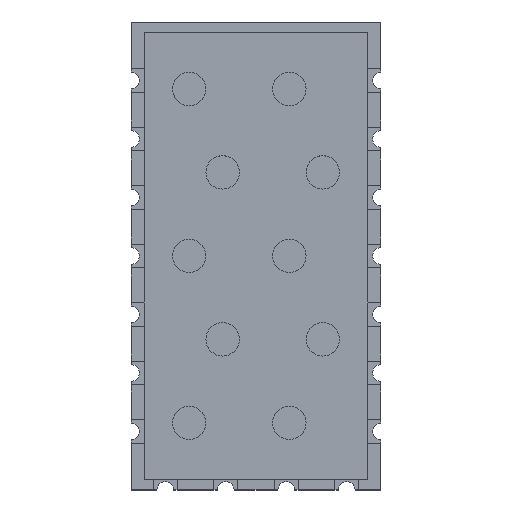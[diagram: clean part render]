
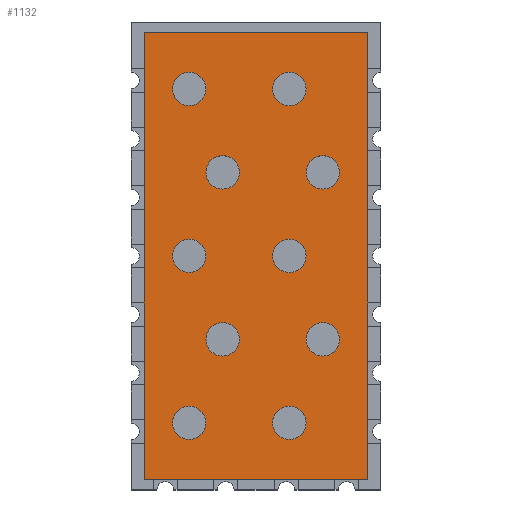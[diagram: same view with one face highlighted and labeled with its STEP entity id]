
A CAD part, top view. The second image highlights one B-rep face of the part: STEP entity #1132.
In plain terms, the highlighted planar face has unit normal (0, 0, 1).
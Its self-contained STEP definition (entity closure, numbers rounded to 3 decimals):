
#456 = VERTEX_POINT('',#457);
#457 = CARTESIAN_POINT('',(8.5,-17.,5.));
#764 = VERTEX_POINT('',#765);
#765 = CARTESIAN_POINT('',(8.5,17.,5.));
#771 = EDGE_CURVE('',#456,#764,#772,.T.);
#772 = LINE('',#773,#774);
#773 = CARTESIAN_POINT('',(8.5,-17.,5.));
#774 = VECTOR('',#775,1.);
#775 = DIRECTION('',(0.,1.,0.));
#820 = VERTEX_POINT('',#821);
#821 = CARTESIAN_POINT('',(-8.5,-17.,5.));
#827 = EDGE_CURVE('',#820,#456,#828,.T.);
#828 = LINE('',#829,#830);
#829 = CARTESIAN_POINT('',(-8.5,-17.,5.));
#830 = VECTOR('',#831,1.);
#831 = DIRECTION('',(1.,0.,0.));
#1132 = ADVANCED_FACE('',(#1133,#1151,#1162,#1173,#1184,#1195,#1206,
    #1217,#1228,#1239,#1250),#1261,.T.);
#1133 = FACE_BOUND('',#1134,.T.);
#1134 = EDGE_LOOP('',(#1135,#1143,#1144,#1145));
#1135 = ORIENTED_EDGE('',*,*,#1136,.F.);
#1136 = EDGE_CURVE('',#820,#1137,#1139,.T.);
#1137 = VERTEX_POINT('',#1138);
#1138 = CARTESIAN_POINT('',(-8.5,17.,5.));
#1139 = LINE('',#1140,#1141);
#1140 = CARTESIAN_POINT('',(-8.5,-17.,5.));
#1141 = VECTOR('',#1142,1.);
#1142 = DIRECTION('',(0.,1.,0.));
#1143 = ORIENTED_EDGE('',*,*,#827,.T.);
#1144 = ORIENTED_EDGE('',*,*,#771,.T.);
#1145 = ORIENTED_EDGE('',*,*,#1146,.F.);
#1146 = EDGE_CURVE('',#1137,#764,#1147,.T.);
#1147 = LINE('',#1148,#1149);
#1148 = CARTESIAN_POINT('',(-8.5,17.,5.));
#1149 = VECTOR('',#1150,1.);
#1150 = DIRECTION('',(1.,0.,0.));
#1151 = FACE_BOUND('',#1152,.T.);
#1152 = EDGE_LOOP('',(#1153));
#1153 = ORIENTED_EDGE('',*,*,#1154,.T.);
#1154 = EDGE_CURVE('',#1155,#1155,#1157,.T.);
#1155 = VERTEX_POINT('',#1156);
#1156 = CARTESIAN_POINT('',(-3.81,-12.7,5.));
#1157 = CIRCLE('',#1158,1.27);
#1158 = AXIS2_PLACEMENT_3D('',#1159,#1160,#1161);
#1159 = CARTESIAN_POINT('',(-5.08,-12.7,5.));
#1160 = DIRECTION('',(0.,0.,-1.));
#1161 = DIRECTION('',(1.,0.,0.));
#1162 = FACE_BOUND('',#1163,.T.);
#1163 = EDGE_LOOP('',(#1164));
#1164 = ORIENTED_EDGE('',*,*,#1165,.T.);
#1165 = EDGE_CURVE('',#1166,#1166,#1168,.T.);
#1166 = VERTEX_POINT('',#1167);
#1167 = CARTESIAN_POINT('',(-1.27,-6.35,5.));
#1168 = CIRCLE('',#1169,1.27);
#1169 = AXIS2_PLACEMENT_3D('',#1170,#1171,#1172);
#1170 = CARTESIAN_POINT('',(-2.54,-6.35,5.));
#1171 = DIRECTION('',(0.,0.,-1.));
#1172 = DIRECTION('',(1.,0.,0.));
#1173 = FACE_BOUND('',#1174,.T.);
#1174 = EDGE_LOOP('',(#1175));
#1175 = ORIENTED_EDGE('',*,*,#1176,.T.);
#1176 = EDGE_CURVE('',#1177,#1177,#1179,.T.);
#1177 = VERTEX_POINT('',#1178);
#1178 = CARTESIAN_POINT('',(3.81,-12.7,5.));
#1179 = CIRCLE('',#1180,1.27);
#1180 = AXIS2_PLACEMENT_3D('',#1181,#1182,#1183);
#1181 = CARTESIAN_POINT('',(2.54,-12.7,5.));
#1182 = DIRECTION('',(0.,0.,-1.));
#1183 = DIRECTION('',(1.,0.,0.));
#1184 = FACE_BOUND('',#1185,.T.);
#1185 = EDGE_LOOP('',(#1186));
#1186 = ORIENTED_EDGE('',*,*,#1187,.T.);
#1187 = EDGE_CURVE('',#1188,#1188,#1190,.T.);
#1188 = VERTEX_POINT('',#1189);
#1189 = CARTESIAN_POINT('',(6.35,-6.35,5.));
#1190 = CIRCLE('',#1191,1.27);
#1191 = AXIS2_PLACEMENT_3D('',#1192,#1193,#1194);
#1192 = CARTESIAN_POINT('',(5.08,-6.35,5.));
#1193 = DIRECTION('',(0.,0.,-1.));
#1194 = DIRECTION('',(1.,0.,0.));
#1195 = FACE_BOUND('',#1196,.T.);
#1196 = EDGE_LOOP('',(#1197));
#1197 = ORIENTED_EDGE('',*,*,#1198,.T.);
#1198 = EDGE_CURVE('',#1199,#1199,#1201,.T.);
#1199 = VERTEX_POINT('',#1200);
#1200 = CARTESIAN_POINT('',(-3.81,0.,5.));
#1201 = CIRCLE('',#1202,1.27);
#1202 = AXIS2_PLACEMENT_3D('',#1203,#1204,#1205);
#1203 = CARTESIAN_POINT('',(-5.08,0.,5.));
#1204 = DIRECTION('',(0.,0.,-1.));
#1205 = DIRECTION('',(1.,0.,0.));
#1206 = FACE_BOUND('',#1207,.T.);
#1207 = EDGE_LOOP('',(#1208));
#1208 = ORIENTED_EDGE('',*,*,#1209,.T.);
#1209 = EDGE_CURVE('',#1210,#1210,#1212,.T.);
#1210 = VERTEX_POINT('',#1211);
#1211 = CARTESIAN_POINT('',(-1.27,6.35,5.));
#1212 = CIRCLE('',#1213,1.27);
#1213 = AXIS2_PLACEMENT_3D('',#1214,#1215,#1216);
#1214 = CARTESIAN_POINT('',(-2.54,6.35,5.));
#1215 = DIRECTION('',(0.,0.,-1.));
#1216 = DIRECTION('',(1.,0.,0.));
#1217 = FACE_BOUND('',#1218,.T.);
#1218 = EDGE_LOOP('',(#1219));
#1219 = ORIENTED_EDGE('',*,*,#1220,.T.);
#1220 = EDGE_CURVE('',#1221,#1221,#1223,.T.);
#1221 = VERTEX_POINT('',#1222);
#1222 = CARTESIAN_POINT('',(-3.81,12.7,5.));
#1223 = CIRCLE('',#1224,1.27);
#1224 = AXIS2_PLACEMENT_3D('',#1225,#1226,#1227);
#1225 = CARTESIAN_POINT('',(-5.08,12.7,5.));
#1226 = DIRECTION('',(0.,0.,-1.));
#1227 = DIRECTION('',(1.,0.,0.));
#1228 = FACE_BOUND('',#1229,.T.);
#1229 = EDGE_LOOP('',(#1230));
#1230 = ORIENTED_EDGE('',*,*,#1231,.T.);
#1231 = EDGE_CURVE('',#1232,#1232,#1234,.T.);
#1232 = VERTEX_POINT('',#1233);
#1233 = CARTESIAN_POINT('',(3.81,0.,5.));
#1234 = CIRCLE('',#1235,1.27);
#1235 = AXIS2_PLACEMENT_3D('',#1236,#1237,#1238);
#1236 = CARTESIAN_POINT('',(2.54,0.,5.));
#1237 = DIRECTION('',(0.,0.,-1.));
#1238 = DIRECTION('',(1.,0.,0.));
#1239 = FACE_BOUND('',#1240,.T.);
#1240 = EDGE_LOOP('',(#1241));
#1241 = ORIENTED_EDGE('',*,*,#1242,.T.);
#1242 = EDGE_CURVE('',#1243,#1243,#1245,.T.);
#1243 = VERTEX_POINT('',#1244);
#1244 = CARTESIAN_POINT('',(6.35,6.35,5.));
#1245 = CIRCLE('',#1246,1.27);
#1246 = AXIS2_PLACEMENT_3D('',#1247,#1248,#1249);
#1247 = CARTESIAN_POINT('',(5.08,6.35,5.));
#1248 = DIRECTION('',(0.,0.,-1.));
#1249 = DIRECTION('',(1.,0.,0.));
#1250 = FACE_BOUND('',#1251,.T.);
#1251 = EDGE_LOOP('',(#1252));
#1252 = ORIENTED_EDGE('',*,*,#1253,.T.);
#1253 = EDGE_CURVE('',#1254,#1254,#1256,.T.);
#1254 = VERTEX_POINT('',#1255);
#1255 = CARTESIAN_POINT('',(3.81,12.7,5.));
#1256 = CIRCLE('',#1257,1.27);
#1257 = AXIS2_PLACEMENT_3D('',#1258,#1259,#1260);
#1258 = CARTESIAN_POINT('',(2.54,12.7,5.));
#1259 = DIRECTION('',(0.,0.,-1.));
#1260 = DIRECTION('',(1.,0.,0.));
#1261 = PLANE('',#1262);
#1262 = AXIS2_PLACEMENT_3D('',#1263,#1264,#1265);
#1263 = CARTESIAN_POINT('',(-8.5,-17.,5.));
#1264 = DIRECTION('',(0.,0.,1.));
#1265 = DIRECTION('',(1.,0.,0.));
